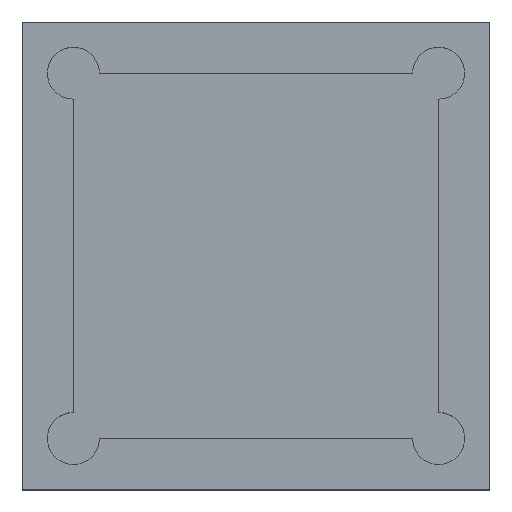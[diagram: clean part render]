
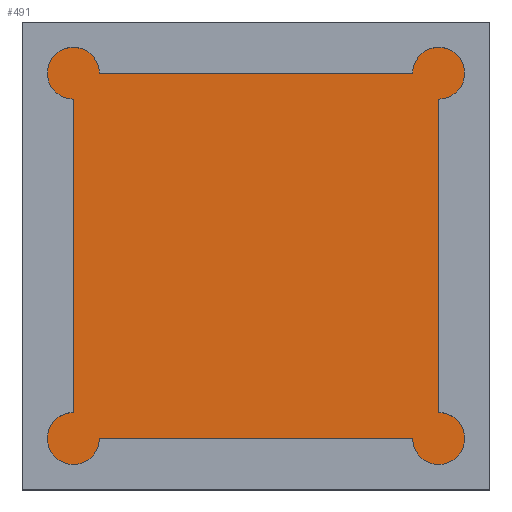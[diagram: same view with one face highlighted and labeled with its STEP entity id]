
A CAD part, top view. The second image highlights one B-rep face of the part: STEP entity #491.
In plain terms, the highlighted planar face has unit normal (0, 0, 1).
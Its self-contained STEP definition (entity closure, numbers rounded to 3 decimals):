
#25=PLANE('',#535);
#50=LINE('',#773,#94);
#56=LINE('',#788,#100);
#60=LINE('',#797,#104);
#66=LINE('',#809,#110);
#94=VECTOR('',#630,30.15);
#100=VECTOR('',#640,30.15);
#104=VECTOR('',#646,30.15);
#110=VECTOR('',#654,30.15);
#158=FACE_OUTER_BOUND('',#192,.T.);
#192=EDGE_LOOP('',(#410,#411,#412,#413,#414,#415,#416,#417));
#220=CIRCLE('',#536,2.5);
#221=CIRCLE('',#537,2.5);
#222=CIRCLE('',#538,2.5);
#223=CIRCLE('',#539,2.5);
#251=VERTEX_POINT('',#767);
#253=VERTEX_POINT('',#771);
#258=VERTEX_POINT('',#784);
#260=VERTEX_POINT('',#787);
#262=VERTEX_POINT('',#793);
#264=VERTEX_POINT('',#796);
#267=VERTEX_POINT('',#803);
#269=VERTEX_POINT('',#807);
#307=EDGE_CURVE('',#251,#253,#50,.T.);
#313=EDGE_CURVE('',#260,#258,#56,.T.);
#317=EDGE_CURVE('',#264,#262,#60,.T.);
#323=EDGE_CURVE('',#267,#269,#66,.T.);
#324=EDGE_CURVE('',#258,#267,#220,.T.);
#325=EDGE_CURVE('',#269,#251,#221,.T.);
#326=EDGE_CURVE('',#253,#264,#222,.T.);
#327=EDGE_CURVE('',#262,#260,#223,.T.);
#410=ORIENTED_EDGE('',*,*,#324,.T.);
#411=ORIENTED_EDGE('',*,*,#323,.T.);
#412=ORIENTED_EDGE('',*,*,#325,.T.);
#413=ORIENTED_EDGE('',*,*,#307,.T.);
#414=ORIENTED_EDGE('',*,*,#326,.T.);
#415=ORIENTED_EDGE('',*,*,#317,.T.);
#416=ORIENTED_EDGE('',*,*,#327,.T.);
#417=ORIENTED_EDGE('',*,*,#313,.T.);
#491=ADVANCED_FACE('',(#158),#25,.T.);
#535=AXIS2_PLACEMENT_3D('',#810,#655,#656);
#536=AXIS2_PLACEMENT_3D('',#811,#657,#658);
#537=AXIS2_PLACEMENT_3D('',#812,#659,#660);
#538=AXIS2_PLACEMENT_3D('',#813,#661,#662);
#539=AXIS2_PLACEMENT_3D('',#814,#663,#664);
#630=DIRECTION('',(0.,1.,0.));
#640=DIRECTION('',(0.,-1.,0.));
#646=DIRECTION('',(-1.,0.,0.));
#654=DIRECTION('',(1.,0.,0.));
#655=DIRECTION('center_axis',(0.,0.,1.));
#656=DIRECTION('ref_axis',(1.,0.,0.));
#657=DIRECTION('center_axis',(0.,0.,1.));
#658=DIRECTION('ref_axis',(1.,0.,0.));
#659=DIRECTION('center_axis',(0.,0.,1.));
#660=DIRECTION('ref_axis',(1.,0.,0.));
#661=DIRECTION('center_axis',(0.,0.,1.));
#662=DIRECTION('ref_axis',(1.,0.,0.));
#663=DIRECTION('center_axis',(0.,0.,1.));
#664=DIRECTION('ref_axis',(1.,0.,0.));
#767=CARTESIAN_POINT('',(17.575,-15.075,12.));
#771=CARTESIAN_POINT('',(17.575,15.075,12.));
#773=CARTESIAN_POINT('',(17.575,17.575,12.));
#784=CARTESIAN_POINT('',(-17.575,-15.075,12.));
#787=CARTESIAN_POINT('',(-17.575,15.075,12.));
#788=CARTESIAN_POINT('',(-17.575,-17.575,12.));
#793=CARTESIAN_POINT('',(-15.075,17.575,12.));
#796=CARTESIAN_POINT('',(15.075,17.575,12.));
#797=CARTESIAN_POINT('',(-17.575,17.575,12.));
#803=CARTESIAN_POINT('',(-15.075,-17.575,12.));
#807=CARTESIAN_POINT('',(15.075,-17.575,12.));
#809=CARTESIAN_POINT('',(17.575,-17.575,12.));
#810=CARTESIAN_POINT('Origin',(-17.575,-17.575,12.));
#811=CARTESIAN_POINT('Origin',(-17.575,-17.575,12.));
#812=CARTESIAN_POINT('Origin',(17.575,-17.575,12.));
#813=CARTESIAN_POINT('Origin',(17.575,17.575,12.));
#814=CARTESIAN_POINT('Origin',(-17.575,17.575,12.));
